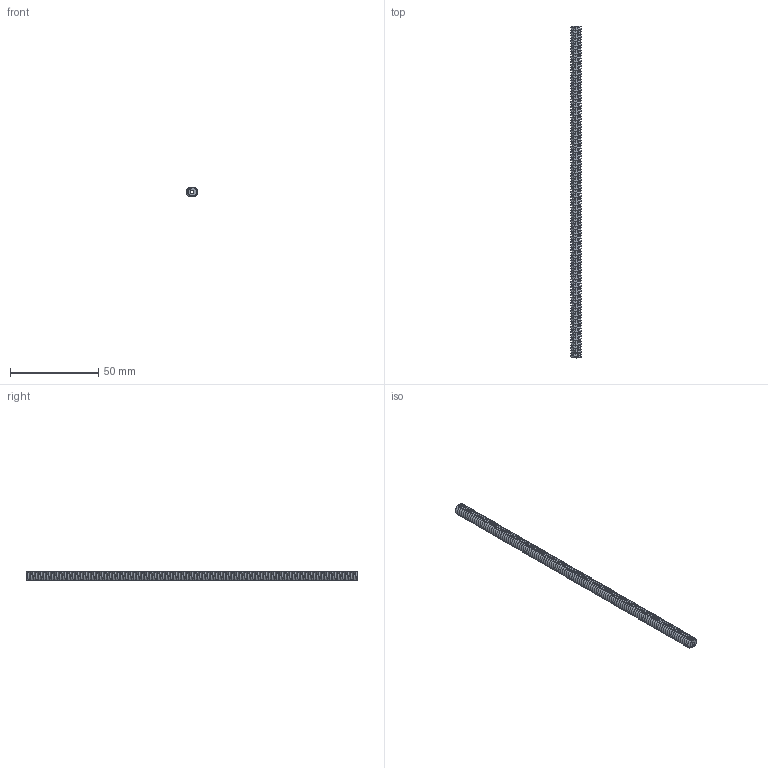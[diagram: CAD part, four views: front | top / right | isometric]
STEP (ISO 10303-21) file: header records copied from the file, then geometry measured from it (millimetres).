
FILE_DESCRIPTION(('FreeCAD Model'),'2;1');
FILE_NAME('Open CASCADE Shape Model','2023-11-29T17:00:44',(''),(''), 'Open CASCADE STEP processor 7.6','FreeCAD','Unknown');
FILE_SCHEMA(('AUTOMOTIVE_DESIGN { 1 0 10303 214 1 1 1 1 }'));
Products named in the file (1): Threaded Rod FL-RH BU14.25 - SPN-THR-0057 (stemfie.org)
Bounding box: 6.6 x 188.12 x 5 mm (x, y, z)
Volume: 3429.4 mm3; surface area: 6770.8 mm2
Topology: 1 solids, 1 shells, 983 faces, 2711 edges, 1761 vertices
Faces by surface type: plane 566, bspline 277, extrusion 132, cone 7, cylinder 1
Full cylindrical faces by diameter (mm): 2 x1
Entity records: 154482 total; most frequent: CARTESIAN_POINT 107922, DIRECTION 5708, ORIENTED_EDGE 5422, PCURVE 5422, DEFINITIONAL_REPRESENTATION 5422, VECTOR 4517, LINE 4385, B_SPLINE_CURVE_WITH_KNOTS 3850
